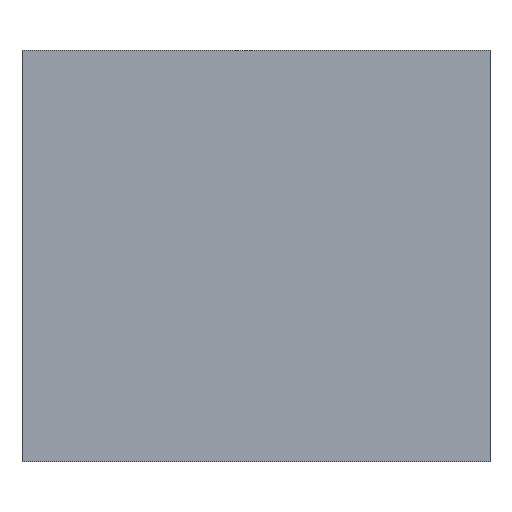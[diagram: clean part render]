
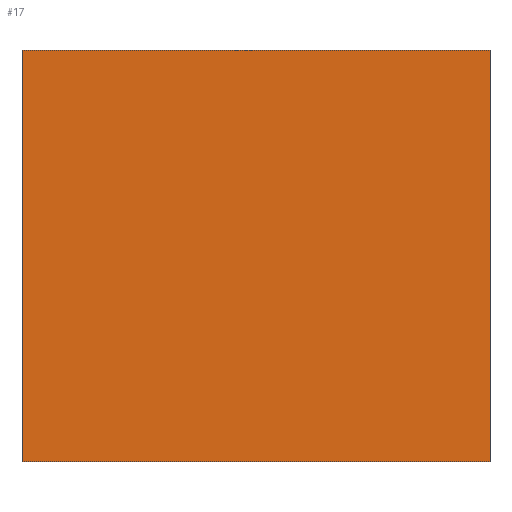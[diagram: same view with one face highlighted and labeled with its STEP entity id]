
A CAD part, top view. The second image highlights one B-rep face of the part: STEP entity #17.
In plain terms, the highlighted planar face has unit normal (0, 0, 1).
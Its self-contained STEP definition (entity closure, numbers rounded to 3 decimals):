
#17 = ADVANCED_FACE('',(#18),#32,.T.);
#18 = FACE_BOUND('',#19,.T.);
#19 = EDGE_LOOP('',(#20,#42,#57,#72));
#20 = ORIENTED_EDGE('',*,*,#21,.F.);
#21 = EDGE_CURVE('',#22,#24,#26,.T.);
#22 = VERTEX_POINT('',#23);
#23 = CARTESIAN_POINT('',(-62.687,67.719,0.));
#24 = VERTEX_POINT('',#25);
#25 = CARTESIAN_POINT('',(-47.907,67.719,0.));
#26 = SURFACE_CURVE('',#27,(#31),.PCURVE_S1.);
#27 = LINE('',#28,#29);
#28 = CARTESIAN_POINT('',(-31.343,67.719,0.));
#29 = VECTOR('',#30,1.);
#30 = DIRECTION('',(1.,0.,0.));
#31 = PCURVE('',#32,#37);
#32 = PLANE('',#33);
#33 = AXIS2_PLACEMENT_3D('',#34,#35,#36);
#34 = CARTESIAN_POINT('',(0.,0.,0.));
#35 = DIRECTION('',(0.,0.,1.));
#36 = DIRECTION('',(1.,0.,-0.));
#37 = DEFINITIONAL_REPRESENTATION('',(#38),#41);
#38 = B_SPLINE_CURVE_WITH_KNOTS('',1,(#39,#40),.UNSPECIFIED.,.F.,.F.,(2,
    2),(-31.343,-16.563),.PIECEWISE_BEZIER_KNOTS.);
#39 = CARTESIAN_POINT('',(-62.687,67.719));
#40 = CARTESIAN_POINT('',(-47.907,67.719));
#41 = ( GEOMETRIC_REPRESENTATION_CONTEXT(2) 
PARAMETRIC_REPRESENTATION_CONTEXT() REPRESENTATION_CONTEXT('2D SPACE',''
  ) );
#42 = ORIENTED_EDGE('',*,*,#43,.T.);
#43 = EDGE_CURVE('',#22,#44,#46,.T.);
#44 = VERTEX_POINT('',#45);
#45 = CARTESIAN_POINT('',(-62.687,54.719,0.));
#46 = SURFACE_CURVE('',#47,(#51),.PCURVE_S1.);
#47 = LINE('',#48,#49);
#48 = CARTESIAN_POINT('',(-62.687,27.359,0.));
#49 = VECTOR('',#50,1.);
#50 = DIRECTION('',(0.,-1.,0.));
#51 = PCURVE('',#32,#52);
#52 = DEFINITIONAL_REPRESENTATION('',(#53),#56);
#53 = B_SPLINE_CURVE_WITH_KNOTS('',1,(#54,#55),.UNSPECIFIED.,.F.,.F.,(2,
    2),(-40.359,-27.359),.PIECEWISE_BEZIER_KNOTS.);
#54 = CARTESIAN_POINT('',(-62.687,67.719));
#55 = CARTESIAN_POINT('',(-62.687,54.719));
#56 = ( GEOMETRIC_REPRESENTATION_CONTEXT(2) 
PARAMETRIC_REPRESENTATION_CONTEXT() REPRESENTATION_CONTEXT('2D SPACE',''
  ) );
#57 = ORIENTED_EDGE('',*,*,#58,.T.);
#58 = EDGE_CURVE('',#44,#59,#61,.T.);
#59 = VERTEX_POINT('',#60);
#60 = CARTESIAN_POINT('',(-47.907,54.719,0.));
#61 = SURFACE_CURVE('',#62,(#66),.PCURVE_S1.);
#62 = LINE('',#63,#64);
#63 = CARTESIAN_POINT('',(-31.343,54.719,0.));
#64 = VECTOR('',#65,1.);
#65 = DIRECTION('',(1.,0.,0.));
#66 = PCURVE('',#32,#67);
#67 = DEFINITIONAL_REPRESENTATION('',(#68),#71);
#68 = B_SPLINE_CURVE_WITH_KNOTS('',1,(#69,#70),.UNSPECIFIED.,.F.,.F.,(2,
    2),(-31.343,-16.563),.PIECEWISE_BEZIER_KNOTS.);
#69 = CARTESIAN_POINT('',(-62.687,54.719));
#70 = CARTESIAN_POINT('',(-47.907,54.719));
#71 = ( GEOMETRIC_REPRESENTATION_CONTEXT(2) 
PARAMETRIC_REPRESENTATION_CONTEXT() REPRESENTATION_CONTEXT('2D SPACE',''
  ) );
#72 = ORIENTED_EDGE('',*,*,#73,.F.);
#73 = EDGE_CURVE('',#24,#59,#74,.T.);
#74 = SURFACE_CURVE('',#75,(#79),.PCURVE_S1.);
#75 = LINE('',#76,#77);
#76 = CARTESIAN_POINT('',(-47.907,27.359,0.));
#77 = VECTOR('',#78,1.);
#78 = DIRECTION('',(0.,-1.,0.));
#79 = PCURVE('',#32,#80);
#80 = DEFINITIONAL_REPRESENTATION('',(#81),#84);
#81 = B_SPLINE_CURVE_WITH_KNOTS('',1,(#82,#83),.UNSPECIFIED.,.F.,.F.,(2,
    2),(-40.359,-27.359),.PIECEWISE_BEZIER_KNOTS.);
#82 = CARTESIAN_POINT('',(-47.907,67.719));
#83 = CARTESIAN_POINT('',(-47.907,54.719));
#84 = ( GEOMETRIC_REPRESENTATION_CONTEXT(2) 
PARAMETRIC_REPRESENTATION_CONTEXT() REPRESENTATION_CONTEXT('2D SPACE',''
  ) );
